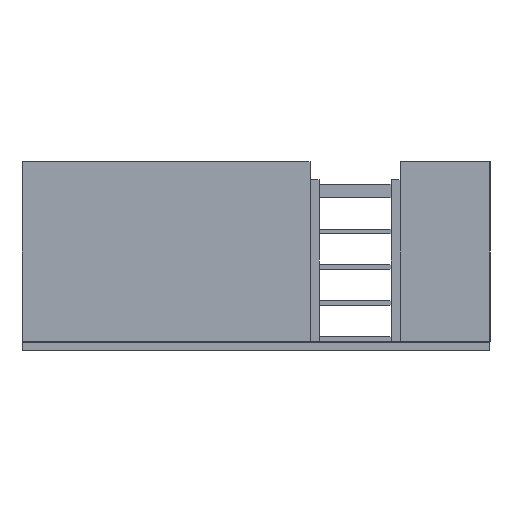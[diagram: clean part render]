
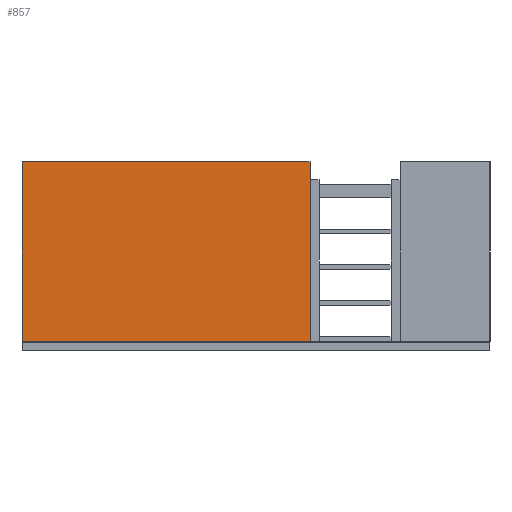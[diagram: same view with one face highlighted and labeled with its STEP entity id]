
A CAD part, left-side view. The second image highlights one B-rep face of the part: STEP entity #857.
In plain terms, the highlighted planar face has unit normal (-1, 0, 0).
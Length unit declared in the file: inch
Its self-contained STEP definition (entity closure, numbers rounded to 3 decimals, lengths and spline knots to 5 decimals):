
#857=ADVANCED_FACE('',(#1601),#11348,.T.);
#1601=FACE_OUTER_BOUND('',#2417,.T.);
#2417=EDGE_LOOP('',(#5944,#5945,#5946,#5947));
#5944=ORIENTED_EDGE('',*,*,#7736,.T.);
#5945=ORIENTED_EDGE('',*,*,#7741,.T.);
#5946=ORIENTED_EDGE('',*,*,#7740,.F.);
#5947=ORIENTED_EDGE('',*,*,#7744,.F.);
#7736=EDGE_CURVE('',#10599,#10596,#9513,.T.);
#7740=EDGE_CURVE('',#10603,#10600,#9517,.T.);
#7741=EDGE_CURVE('',#10596,#10600,#9518,.T.);
#7744=EDGE_CURVE('',#10599,#10603,#9521,.T.);
#9513=B_SPLINE_CURVE_WITH_KNOTS('',1,(#21475,#21476),.UNSPECIFIED.,.F.,
 .F.,(2,2),(0.,1.625),.UNSPECIFIED.);
#9517=B_SPLINE_CURVE_WITH_KNOTS('',1,(#21483,#21484),.UNSPECIFIED.,.F.,
 .F.,(2,2),(0.,1.625),.UNSPECIFIED.);
#9518=B_SPLINE_CURVE_WITH_KNOTS('',1,(#21485,#21486),.UNSPECIFIED.,.F.,
 .F.,(2,2),(0.,0.625),.UNSPECIFIED.);
#9521=B_SPLINE_CURVE_WITH_KNOTS('',1,(#21491,#21492),.UNSPECIFIED.,.F.,
 .F.,(2,2),(0.,0.625),.UNSPECIFIED.);
#10596=VERTEX_POINT('',#21453);
#10599=VERTEX_POINT('',#21456);
#10600=VERTEX_POINT('',#21457);
#10603=VERTEX_POINT('',#21460);
#11348=PLANE('',#12183);
#12183=AXIS2_PLACEMENT_3D('',#21445,#12930,$);
#12930=DIRECTION('',(-1.,0.,0.));
#21445=CARTESIAN_POINT('',(9.82981,-1.10003,0.));
#21453=CARTESIAN_POINT('',(9.82981,-2.10003,0.));
#21456=CARTESIAN_POINT('',(9.82981,-1.10003,0.));
#21457=CARTESIAN_POINT('',(9.82981,-2.10003,0.625));
#21460=CARTESIAN_POINT('',(9.82981,-1.10003,0.625));
#21475=CARTESIAN_POINT('',(9.82981,-1.10003,0.));
#21476=CARTESIAN_POINT('',(9.82981,-2.10003,0.));
#21483=CARTESIAN_POINT('',(9.82981,-1.10003,0.625));
#21484=CARTESIAN_POINT('',(9.82981,-2.10003,0.625));
#21485=CARTESIAN_POINT('',(9.82981,-2.10003,0.));
#21486=CARTESIAN_POINT('',(9.82981,-2.10003,0.625));
#21491=CARTESIAN_POINT('',(9.82981,-1.10003,0.));
#21492=CARTESIAN_POINT('',(9.82981,-1.10003,0.625));
